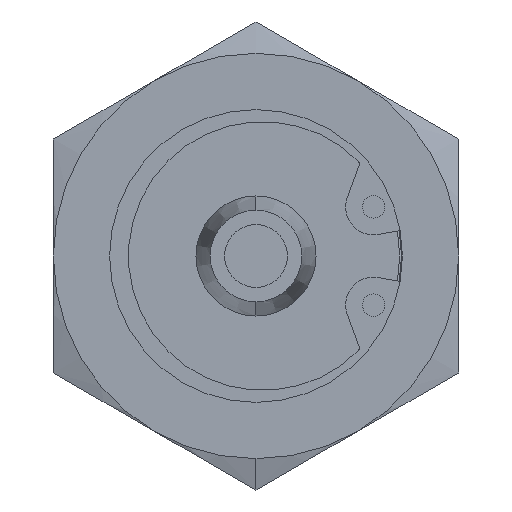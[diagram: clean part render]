
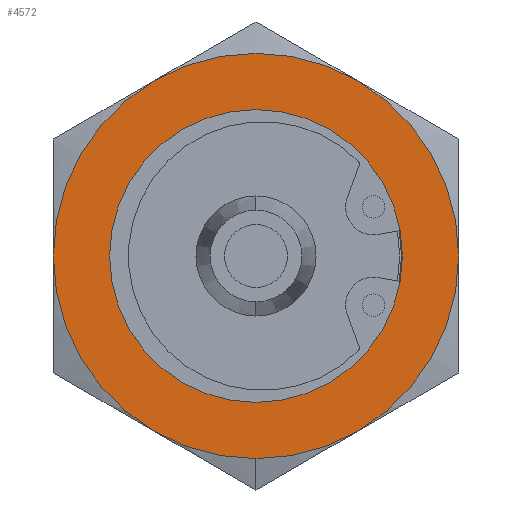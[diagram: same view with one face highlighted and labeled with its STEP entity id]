
A CAD part, left-side view. The second image highlights one B-rep face of the part: STEP entity #4572.
In plain terms, the highlighted planar face has unit normal (-1, 0, 0).
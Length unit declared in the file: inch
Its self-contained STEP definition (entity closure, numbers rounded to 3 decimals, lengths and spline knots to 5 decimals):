
#69 = CARTESIAN_POINT ( 'NONE',  ( -0.226, 0., 0. ) ) ;
#190 = ORIENTED_EDGE ( 'NONE', *, *, #6503, .F. ) ;
#272 = AXIS2_PLACEMENT_3D ( 'NONE', #4998, #4480, #3195 ) ;
#305 = CARTESIAN_POINT ( 'NONE',  ( -0.226, -0.28125, 0.48714 ) ) ;
#322 = AXIS2_PLACEMENT_3D ( 'NONE', #3655, #5003, #4330 ) ;
#439 = ORIENTED_EDGE ( 'NONE', *, *, #1003, .T. ) ;
#456 = DIRECTION ( 'NONE',  ( 0., 0., -1. ) ) ;
#457 = VERTEX_POINT ( 'NONE', #305 ) ;
#546 = EDGE_CURVE ( 'NONE', #457, #7314, #2619, .T. ) ;
#568 = VERTEX_POINT ( 'NONE', #3906 ) ;
#603 = AXIS2_PLACEMENT_3D ( 'NONE', #6489, #5921, #2518 ) ;
#678 = DIRECTION ( 'NONE',  ( -1., 0., 0. ) ) ;
#781 = DIRECTION ( 'NONE',  ( -1., 0., 0. ) ) ;
#1003 = EDGE_CURVE ( 'NONE', #568, #2035, #2527, .T. ) ;
#1185 = AXIS2_PLACEMENT_3D ( 'NONE', #3454, #678, #6260 ) ;
#1244 = AXIS2_PLACEMENT_3D ( 'NONE', #7014, #781, #2409 ) ;
#1292 = AXIS2_PLACEMENT_3D ( 'NONE', #69, #6167, #1704 ) ;
#1419 = CIRCLE ( 'NONE', #1185, 0.5625 ) ;
#1498 = PLANE ( 'NONE',  #1709 ) ;
#1507 = CIRCLE ( 'NONE', #322, 0.40625 ) ;
#1532 = CARTESIAN_POINT ( 'NONE',  ( -0.226, 0., -0.40625 ) ) ;
#1537 = CIRCLE ( 'NONE', #1793, 0.40625 ) ;
#1571 = VERTEX_POINT ( 'NONE', #2865 ) ;
#1593 = ORIENTED_EDGE ( 'NONE', *, *, #3642, .T. ) ;
#1645 = CARTESIAN_POINT ( 'NONE',  ( -0.226, 0., 0. ) ) ;
#1685 = CARTESIAN_POINT ( 'NONE',  ( -0.226, 0.5625, 0. ) ) ;
#1704 = DIRECTION ( 'NONE',  ( 0., 0., 1. ) ) ;
#1709 = AXIS2_PLACEMENT_3D ( 'NONE', #6041, #6075, #456 ) ;
#1793 = AXIS2_PLACEMENT_3D ( 'NONE', #5034, #7323, #2195 ) ;
#2035 = VERTEX_POINT ( 'NONE', #5494 ) ;
#2054 = AXIS2_PLACEMENT_3D ( 'NONE', #3695, #6688, #5385 ) ;
#2080 = ORIENTED_EDGE ( 'NONE', *, *, #546, .T. ) ;
#2195 = DIRECTION ( 'NONE',  ( 0., 0., 1. ) ) ;
#2305 = ORIENTED_EDGE ( 'NONE', *, *, #4608, .T. ) ;
#2406 = CIRCLE ( 'NONE', #272, 0.5625 ) ;
#2409 = DIRECTION ( 'NONE',  ( 0., 0., 1. ) ) ;
#2518 = DIRECTION ( 'NONE',  ( 0., 0., 1. ) ) ;
#2527 = CIRCLE ( 'NONE', #1244, 0.5625 ) ;
#2619 = CIRCLE ( 'NONE', #6084, 0.5625 ) ;
#2639 = FACE_BOUND ( 'NONE', #3828, .T. ) ;
#2803 = ORIENTED_EDGE ( 'NONE', *, *, #3348, .F. ) ;
#2865 = CARTESIAN_POINT ( 'NONE',  ( -0.226, 0., -0.5625 ) ) ;
#3195 = DIRECTION ( 'NONE',  ( 0., 0., 1. ) ) ;
#3262 = DIRECTION ( 'NONE',  ( 0., 0., 1. ) ) ;
#3346 = CARTESIAN_POINT ( 'NONE',  ( -0.226, 0.28125, 0.48714 ) ) ;
#3348 = EDGE_CURVE ( 'NONE', #4237, #4673, #1537, .T. ) ;
#3373 = CARTESIAN_POINT ( 'NONE',  ( -0.226, 0.28125, -0.48714 ) ) ;
#3389 = VERTEX_POINT ( 'NONE', #1685 ) ;
#3454 = CARTESIAN_POINT ( 'NONE',  ( -0.226, 0., 0. ) ) ;
#3642 = EDGE_CURVE ( 'NONE', #3389, #6264, #5237, .T. ) ;
#3655 = CARTESIAN_POINT ( 'NONE',  ( -0.226, 0., 0. ) ) ;
#3695 = CARTESIAN_POINT ( 'NONE',  ( -0.226, 0., 0. ) ) ;
#3824 = DIRECTION ( 'NONE',  ( -1., 0., 0. ) ) ;
#3828 = EDGE_LOOP ( 'NONE', ( #2803, #190 ) ) ;
#3865 = EDGE_CURVE ( 'NONE', #2035, #457, #1419, .T. ) ;
#3906 = CARTESIAN_POINT ( 'NONE',  ( -0.226, -0.28125, -0.48714 ) ) ;
#4237 = VERTEX_POINT ( 'NONE', #7064 ) ;
#4330 = DIRECTION ( 'NONE',  ( 0., 0., 1. ) ) ;
#4480 = DIRECTION ( 'NONE',  ( -1., 0., 0. ) ) ;
#4572 = ADVANCED_FACE ( 'NONE', ( #2639, #5557 ), #1498, .F. ) ;
#4608 = EDGE_CURVE ( 'NONE', #1571, #568, #2406, .T. ) ;
#4673 = VERTEX_POINT ( 'NONE', #1532 ) ;
#4998 = CARTESIAN_POINT ( 'NONE',  ( -0.226, 0., 0. ) ) ;
#5003 = DIRECTION ( 'NONE',  ( -1., 0., 0. ) ) ;
#5034 = CARTESIAN_POINT ( 'NONE',  ( -0.226, 0., 0. ) ) ;
#5075 = ORIENTED_EDGE ( 'NONE', *, *, #5317, .T. ) ;
#5110 = EDGE_CURVE ( 'NONE', #6264, #1571, #6701, .T. ) ;
#5213 = ORIENTED_EDGE ( 'NONE', *, *, #5110, .T. ) ;
#5237 = CIRCLE ( 'NONE', #603, 0.5625 ) ;
#5317 = EDGE_CURVE ( 'NONE', #7314, #3389, #7309, .T. ) ;
#5385 = DIRECTION ( 'NONE',  ( 0., 0., 1. ) ) ;
#5494 = CARTESIAN_POINT ( 'NONE',  ( -0.226, -0.5625, 0. ) ) ;
#5557 = FACE_OUTER_BOUND ( 'NONE', #6821, .T. ) ;
#5921 = DIRECTION ( 'NONE',  ( -1., 0., 0. ) ) ;
#6041 = CARTESIAN_POINT ( 'NONE',  ( -0.226, 0.40625, 0. ) ) ;
#6075 = DIRECTION ( 'NONE',  ( 1., 0., 0. ) ) ;
#6084 = AXIS2_PLACEMENT_3D ( 'NONE', #1645, #3824, #3262 ) ;
#6167 = DIRECTION ( 'NONE',  ( -1., 0., 0. ) ) ;
#6235 = ORIENTED_EDGE ( 'NONE', *, *, #3865, .T. ) ;
#6260 = DIRECTION ( 'NONE',  ( 0., 0., 1. ) ) ;
#6264 = VERTEX_POINT ( 'NONE', #3373 ) ;
#6489 = CARTESIAN_POINT ( 'NONE',  ( -0.226, 0., 0. ) ) ;
#6503 = EDGE_CURVE ( 'NONE', #4673, #4237, #1507, .T. ) ;
#6688 = DIRECTION ( 'NONE',  ( -1., 0., 0. ) ) ;
#6701 = CIRCLE ( 'NONE', #2054, 0.5625 ) ;
#6821 = EDGE_LOOP ( 'NONE', ( #5075, #1593, #5213, #2305, #439, #6235, #2080 ) ) ;
#7014 = CARTESIAN_POINT ( 'NONE',  ( -0.226, 0., 0. ) ) ;
#7064 = CARTESIAN_POINT ( 'NONE',  ( -0.226, 0., 0.40625 ) ) ;
#7309 = CIRCLE ( 'NONE', #1292, 0.5625 ) ;
#7314 = VERTEX_POINT ( 'NONE', #3346 ) ;
#7323 = DIRECTION ( 'NONE',  ( -1., 0., 0. ) ) ;
